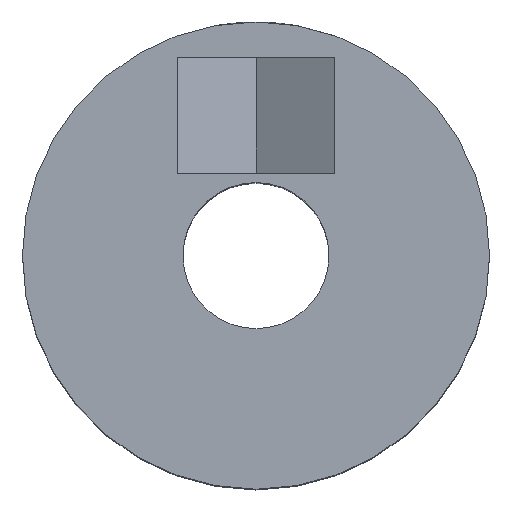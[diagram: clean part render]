
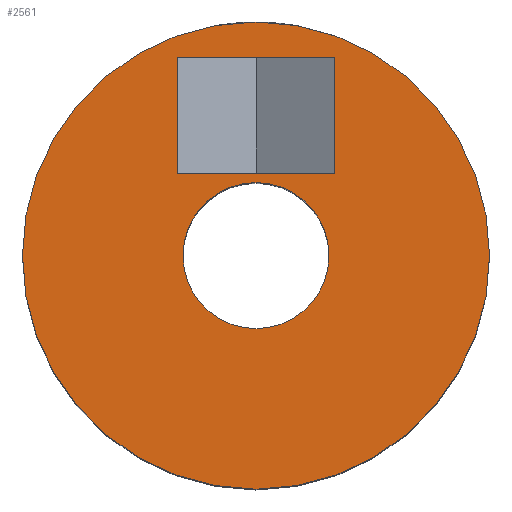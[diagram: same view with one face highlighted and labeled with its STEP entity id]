
A CAD part, top view. The second image highlights one B-rep face of the part: STEP entity #2561.
In plain terms, the highlighted planar face has unit normal (0, 0, 1).
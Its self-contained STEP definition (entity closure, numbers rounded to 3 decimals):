
#23=FACE_BOUND('',#314,.T.);
#24=FACE_BOUND('',#315,.T.);
#34=PLANE('',#2961);
#170=FACE_OUTER_BOUND('',#313,.T.);
#313=EDGE_LOOP('',(#2295));
#314=EDGE_LOOP('',(#2296,#2297,#2298,#2299));
#315=EDGE_LOOP('',(#2300));
#322=LINE('',#3965,#463);
#326=LINE('',#3973,#467);
#330=LINE('',#3981,#471);
#334=LINE('',#3988,#475);
#463=VECTOR('',#2976,10.);
#467=VECTOR('',#2982,10.);
#471=VECTOR('',#2988,10.);
#475=VECTOR('',#2994,10.);
#604=CIRCLE('',#2587,8.);
#606=CIRCLE('',#2590,2.5);
#858=VERTEX_POINT('',#3963);
#859=VERTEX_POINT('',#3964);
#862=VERTEX_POINT('',#3972);
#865=VERTEX_POINT('',#3980);
#868=VERTEX_POINT('',#3994);
#870=VERTEX_POINT('',#4000);
#1124=EDGE_CURVE('',#858,#859,#322,.T.);
#1128=EDGE_CURVE('',#862,#858,#326,.T.);
#1132=EDGE_CURVE('',#859,#865,#330,.T.);
#1136=EDGE_CURVE('',#865,#862,#334,.T.);
#1139=EDGE_CURVE('',#868,#868,#604,.T.);
#1142=EDGE_CURVE('',#870,#870,#606,.T.);
#2295=ORIENTED_EDGE('',*,*,#1139,.T.);
#2296=ORIENTED_EDGE('',*,*,#1132,.T.);
#2297=ORIENTED_EDGE('',*,*,#1136,.T.);
#2298=ORIENTED_EDGE('',*,*,#1128,.T.);
#2299=ORIENTED_EDGE('',*,*,#1124,.T.);
#2300=ORIENTED_EDGE('',*,*,#1142,.F.);
#2561=ADVANCED_FACE('',(#170,#23,#24),#34,.F.);
#2587=AXIS2_PLACEMENT_3D('',#3995,#3003,#3004);
#2590=AXIS2_PLACEMENT_3D('',#4001,#3010,#3011);
#2961=AXIS2_PLACEMENT_3D('',#4740,#3875,#3876);
#2976=DIRECTION('',(0.,-1.,0.));
#2982=DIRECTION('',(1.,0.,0.));
#2988=DIRECTION('',(-1.,0.,0.));
#2994=DIRECTION('',(0.,1.,0.));
#3003=DIRECTION('center_axis',(0.,0.,1.));
#3004=DIRECTION('ref_axis',(1.,0.,0.));
#3010=DIRECTION('center_axis',(0.,0.,1.));
#3011=DIRECTION('ref_axis',(1.,0.,0.));
#3875=DIRECTION('center_axis',(0.,0.,-1.));
#3876=DIRECTION('ref_axis',(-1.,0.,0.));
#3963=CARTESIAN_POINT('',(2.7,6.8,14.5));
#3964=CARTESIAN_POINT('',(2.7,2.8,14.5));
#3965=CARTESIAN_POINT('',(2.7,2.,14.5));
#3972=CARTESIAN_POINT('',(-2.7,6.8,14.5));
#3973=CARTESIAN_POINT('',(-4.,6.8,14.5));
#3980=CARTESIAN_POINT('',(-2.7,2.8,14.5));
#3981=CARTESIAN_POINT('',(-4.,2.8,14.5));
#3988=CARTESIAN_POINT('',(-2.7,2.,14.5));
#3994=CARTESIAN_POINT('',(-8.,0.,14.5));
#3995=CARTESIAN_POINT('Origin',(0.,0.,14.5));
#4000=CARTESIAN_POINT('',(2.5,0.,14.5));
#4001=CARTESIAN_POINT('Origin',(0.,0.,14.5));
#4740=CARTESIAN_POINT('Origin',(-8.,0.,14.5));
